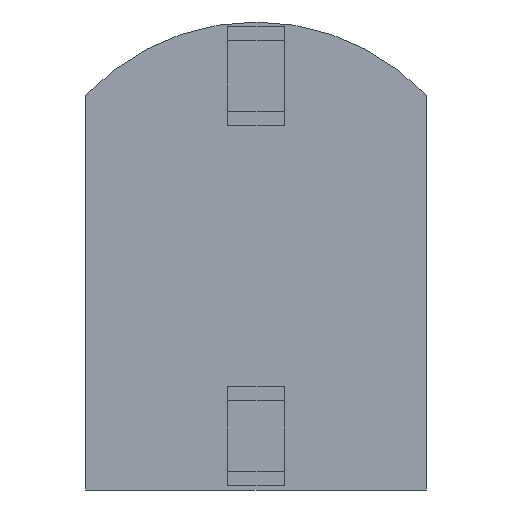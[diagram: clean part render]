
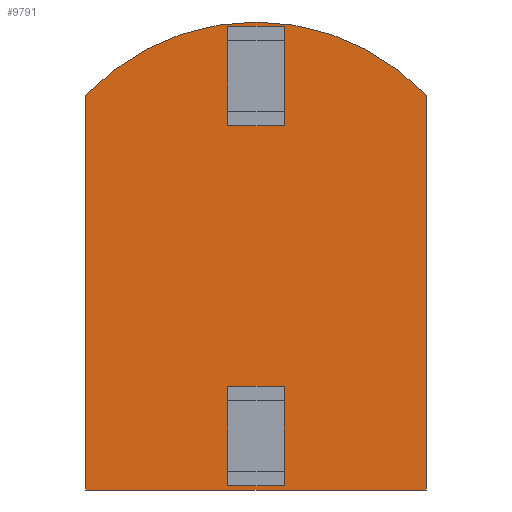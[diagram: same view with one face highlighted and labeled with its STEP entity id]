
A CAD part, front view. The second image highlights one B-rep face of the part: STEP entity #9791.
In plain terms, the highlighted planar face has unit normal (0, -1, 0).
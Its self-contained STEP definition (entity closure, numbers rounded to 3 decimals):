
#94 = VERTEX_POINT ( 'NONE', #13357 ) ;
#95 = EDGE_CURVE ( 'NONE', #94, #9799, #13356, .T. ) ;
#100 = ORIENTED_EDGE ( 'NONE', *, *, #12652, .T. ) ;
#101 = ORIENTED_EDGE ( 'NONE', *, *, #9788, .T. ) ;
#105 = ORIENTED_EDGE ( 'NONE', *, *, #9809, .T. ) ;
#106 = ORIENTED_EDGE ( 'NONE', *, *, #107, .F. ) ;
#107 = EDGE_CURVE ( 'NONE', #9795, #94, #13382, .T. ) ;
#109 = EDGE_LOOP ( 'NONE', ( #114, #115, #105, #101, #100 ) ) ;
#114 = ORIENTED_EDGE ( 'NONE', *, *, #9818, .F. ) ;
#115 = ORIENTED_EDGE ( 'NONE', *, *, #9746, .T. ) ;
#7954 = CARTESIAN_POINT ( 'NONE',  ( -1.2, -2.55, 1.132 ) ) ;
#7955 = DIRECTION ( 'NONE',  ( 0., 0., -1. ) ) ;
#7956 = DIRECTION ( 'NONE',  ( 0., -1., 0. ) ) ;
#7957 = CARTESIAN_POINT ( 'NONE',  ( 0., -2.55, 0. ) ) ;
#7958 = AXIS2_PLACEMENT_3D ( 'NONE', #7957, #7956, #7955 ) ;
#7959 = CIRCLE ( 'NONE', #7958, 1.65 ) ;
#8134 = CARTESIAN_POINT ( 'NONE',  ( 0., -2.55, 1.65 ) ) ;
#9499 = EDGE_CURVE ( 'NONE', #10508, #9781, #13653, .T. ) ;
#9511 = ORIENTED_EDGE ( 'NONE', *, *, #10510, .F. ) ;
#9512 = ORIENTED_EDGE ( 'NONE', *, *, #9499, .T. ) ;
#9521 = EDGE_LOOP ( 'NONE', ( #9511, #9512, #9782, #9785 ) ) ;
#9676 = ORIENTED_EDGE ( 'NONE', *, *, #95, .F. ) ;
#9744 = VERTEX_POINT ( 'NONE', #14246 ) ;
#9746 = EDGE_CURVE ( 'NONE', #9816, #9744, #14245, .T. ) ;
#9781 = VERTEX_POINT ( 'NONE', #14388 ) ;
#9782 = ORIENTED_EDGE ( 'NONE', *, *, #9783, .T. ) ;
#9783 = EDGE_CURVE ( 'NONE', #9781, #9784, #14387, .T. ) ;
#9784 = VERTEX_POINT ( 'NONE', #14383 ) ;
#9785 = ORIENTED_EDGE ( 'NONE', *, *, #9786, .F. ) ;
#9786 = EDGE_CURVE ( 'NONE', #10511, #9784, #14382, .T. ) ;
#9788 = EDGE_CURVE ( 'NONE', #9807, #12692, #14377, .T. ) ;
#9791 = ADVANCED_FACE ( 'NONE', ( #14372, #14371, #14370 ), #14410, .T. ) ;
#9792 = EDGE_LOOP ( 'NONE', ( #9793, #9797, #9676, #106 ) ) ;
#9793 = ORIENTED_EDGE ( 'NONE', *, *, #9794, .T. ) ;
#9794 = EDGE_CURVE ( 'NONE', #9795, #9796, #14409, .T. ) ;
#9795 = VERTEX_POINT ( 'NONE', #14401 ) ;
#9796 = VERTEX_POINT ( 'NONE', #14400 ) ;
#9797 = ORIENTED_EDGE ( 'NONE', *, *, #9798, .T. ) ;
#9798 = EDGE_CURVE ( 'NONE', #9796, #9799, #14399, .T. ) ;
#9799 = VERTEX_POINT ( 'NONE', #14395 ) ;
#9807 = VERTEX_POINT ( 'NONE', #14416 ) ;
#9809 = EDGE_CURVE ( 'NONE', #9744, #9807, #14471, .T. ) ;
#9816 = VERTEX_POINT ( 'NONE', #14498 ) ;
#9818 = EDGE_CURVE ( 'NONE', #9816, #12653, #14496, .T. ) ;
#10508 = VERTEX_POINT ( 'NONE', #18002 ) ;
#10510 = EDGE_CURVE ( 'NONE', #10508, #10511, #18001, .T. ) ;
#10511 = VERTEX_POINT ( 'NONE', #17997 ) ;
#12652 = EDGE_CURVE ( 'NONE', #12692, #12653, #7959, .T. ) ;
#12653 = VERTEX_POINT ( 'NONE', #7954 ) ;
#12692 = VERTEX_POINT ( 'NONE', #8134 ) ;
#13353 = DIRECTION ( 'NONE',  ( -1., 0., 0. ) ) ;
#13354 = VECTOR ( 'NONE', #13353, 1000. ) ;
#13355 = CARTESIAN_POINT ( 'NONE',  ( 0.2, -2.55, -1.02 ) ) ;
#13356 = LINE ( 'NONE', #13355, #13354 ) ;
#13357 = CARTESIAN_POINT ( 'NONE',  ( 0.2, -2.55, -1.02 ) ) ;
#13375 = DIRECTION ( 'NONE',  ( 0., 0., 1. ) ) ;
#13376 = VECTOR ( 'NONE', #13375, 1000. ) ;
#13377 = CARTESIAN_POINT ( 'NONE',  ( 0.2, -2.55, -20.502 ) ) ;
#13382 = LINE ( 'NONE', #13377, #13376 ) ;
#13650 = DIRECTION ( 'NONE',  ( -1., 0., 0. ) ) ;
#13651 = VECTOR ( 'NONE', #13650, 1000. ) ;
#13652 = CARTESIAN_POINT ( 'NONE',  ( 0.2, -2.55, 1.02 ) ) ;
#13653 = LINE ( 'NONE', #13652, #13651 ) ;
#14242 = DIRECTION ( 'NONE',  ( 1., 0., 0. ) ) ;
#14243 = VECTOR ( 'NONE', #14242, 1000. ) ;
#14244 = CARTESIAN_POINT ( 'NONE',  ( 0., -2.55, -1.65 ) ) ;
#14245 = LINE ( 'NONE', #14244, #14243 ) ;
#14246 = CARTESIAN_POINT ( 'NONE',  ( 1.2, -2.55, -1.65 ) ) ;
#14370 = FACE_OUTER_BOUND ( 'NONE', #109, .T. ) ;
#14371 = FACE_BOUND ( 'NONE', #9521, .T. ) ;
#14372 = FACE_BOUND ( 'NONE', #9792, .T. ) ;
#14373 = DIRECTION ( 'NONE',  ( 0., 0., -1. ) ) ;
#14374 = DIRECTION ( 'NONE',  ( 0., -1., 0. ) ) ;
#14375 = CARTESIAN_POINT ( 'NONE',  ( 0., -2.55, 0. ) ) ;
#14376 = AXIS2_PLACEMENT_3D ( 'NONE', #14375, #14374, #14373 ) ;
#14377 = CIRCLE ( 'NONE', #14376, 1.65 ) ;
#14379 = DIRECTION ( 'NONE',  ( -1., 0., 0. ) ) ;
#14380 = VECTOR ( 'NONE', #14379, 1000. ) ;
#14381 = CARTESIAN_POINT ( 'NONE',  ( 0.2, -2.55, 1.52 ) ) ;
#14382 = LINE ( 'NONE', #14381, #14380 ) ;
#14383 = CARTESIAN_POINT ( 'NONE',  ( -0.2, -2.55, 1.52 ) ) ;
#14384 = DIRECTION ( 'NONE',  ( 0., 0., 1. ) ) ;
#14385 = VECTOR ( 'NONE', #14384, 1000. ) ;
#14386 = CARTESIAN_POINT ( 'NONE',  ( -0.2, -2.55, -20.502 ) ) ;
#14387 = LINE ( 'NONE', #14386, #14385 ) ;
#14388 = CARTESIAN_POINT ( 'NONE',  ( -0.2, -2.55, 1.02 ) ) ;
#14395 = CARTESIAN_POINT ( 'NONE',  ( -0.2, -2.55, -1.02 ) ) ;
#14396 = DIRECTION ( 'NONE',  ( 0., 0., 1. ) ) ;
#14397 = VECTOR ( 'NONE', #14396, 1000. ) ;
#14398 = CARTESIAN_POINT ( 'NONE',  ( -0.2, -2.55, -20.502 ) ) ;
#14399 = LINE ( 'NONE', #14398, #14397 ) ;
#14400 = CARTESIAN_POINT ( 'NONE',  ( -0.2, -2.55, -1.52 ) ) ;
#14401 = CARTESIAN_POINT ( 'NONE',  ( 0.2, -2.55, -1.52 ) ) ;
#14402 = DIRECTION ( 'NONE',  ( -1., 0., 0. ) ) ;
#14403 = VECTOR ( 'NONE', #14402, 1000. ) ;
#14404 = CARTESIAN_POINT ( 'NONE',  ( 0.2, -2.55, -1.52 ) ) ;
#14405 = DIRECTION ( 'NONE',  ( 0., 0., -1. ) ) ;
#14406 = DIRECTION ( 'NONE',  ( 0., -1., 0. ) ) ;
#14407 = CARTESIAN_POINT ( 'NONE',  ( 0., -2.55, -3.315 ) ) ;
#14408 = AXIS2_PLACEMENT_3D ( 'NONE', #14407, #14406, #14405 ) ;
#14409 = LINE ( 'NONE', #14404, #14403 ) ;
#14410 = PLANE ( 'NONE',  #14408 ) ;
#14416 = CARTESIAN_POINT ( 'NONE',  ( 1.2, -2.55, 1.132 ) ) ;
#14468 = DIRECTION ( 'NONE',  ( 0., 0., 1. ) ) ;
#14469 = VECTOR ( 'NONE', #14468, 1000. ) ;
#14470 = CARTESIAN_POINT ( 'NONE',  ( 1.2, -2.55, -3.315 ) ) ;
#14471 = LINE ( 'NONE', #14470, #14469 ) ;
#14493 = DIRECTION ( 'NONE',  ( 0., 0., 1. ) ) ;
#14494 = VECTOR ( 'NONE', #14493, 1000. ) ;
#14495 = CARTESIAN_POINT ( 'NONE',  ( -1.2, -2.55, -3.315 ) ) ;
#14496 = LINE ( 'NONE', #14495, #14494 ) ;
#14498 = CARTESIAN_POINT ( 'NONE',  ( -1.2, -2.55, -1.65 ) ) ;
#17997 = CARTESIAN_POINT ( 'NONE',  ( 0.2, -2.55, 1.52 ) ) ;
#17998 = DIRECTION ( 'NONE',  ( 0., 0., 1. ) ) ;
#17999 = VECTOR ( 'NONE', #17998, 1000. ) ;
#18000 = CARTESIAN_POINT ( 'NONE',  ( 0.2, -2.55, -20.502 ) ) ;
#18001 = LINE ( 'NONE', #18000, #17999 ) ;
#18002 = CARTESIAN_POINT ( 'NONE',  ( 0.2, -2.55, 1.02 ) ) ;
